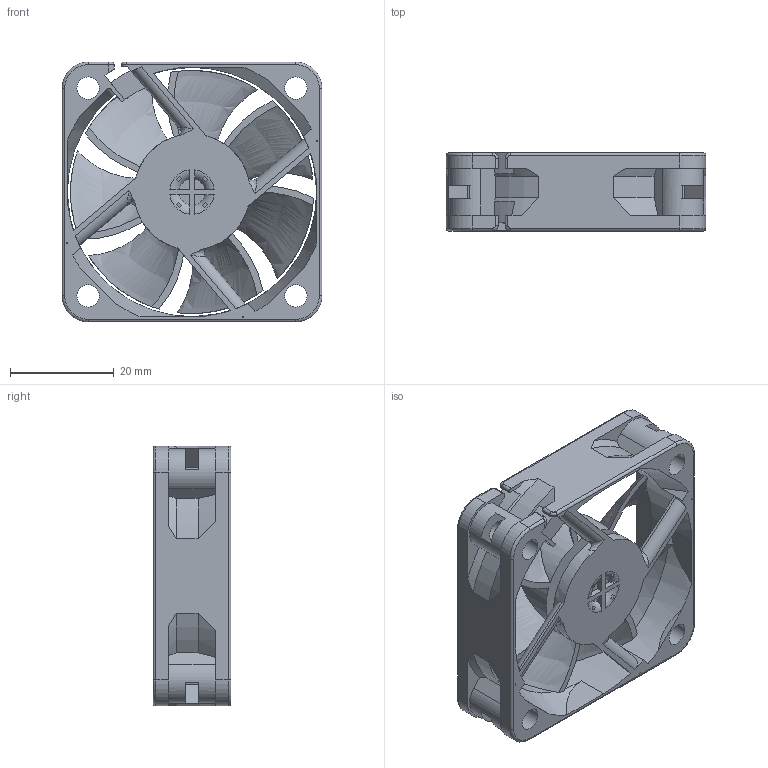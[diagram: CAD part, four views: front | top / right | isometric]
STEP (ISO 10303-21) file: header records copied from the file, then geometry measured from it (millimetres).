
FILE_DESCRIPTION((''),'2;1');
FILE_NAME('3D','2013-09-06T',('DINGGUO.XU'),(''),'PRO/ENGINEER BY PARAMETRIC TECHNOLOGY CORPORATION, 2012480','PRO/ENGINEER BY PARAMETRIC TECHNOLOGY CORPORATION, 2012480','');
FILE_SCHEMA(('CONFIG_CONTROL_DESIGN'));
Length unit declared in the file: millimetre
Products named in the file (1): 3D
Bounding box: 50 x 15 x 50 mm (x, y, z)
Volume: 12446.6 mm3; surface area: 13123 mm2
Topology: 2 solids, 2 shells, 297 faces, 841 edges, 560 vertices
Faces by surface type: plane 129, cylinder 97, cone 28, bspline 26, torus 17
Entity records: 17268 total; most frequent: CARTESIAN_POINT 9713, ORIENTED_EDGE 1682, DIRECTION 1437, EDGE_CURVE 841, VERTEX_POINT 560, AXIS2_PLACEMENT_3D 546, VECTOR 345, LINE 345
